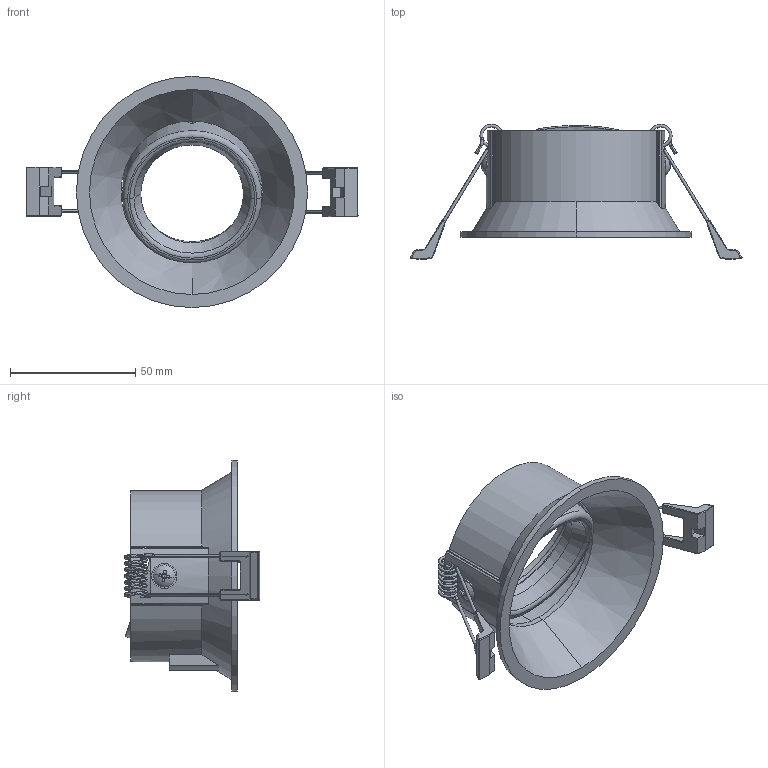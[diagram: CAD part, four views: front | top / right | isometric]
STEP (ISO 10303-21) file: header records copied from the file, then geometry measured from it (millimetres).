
FILE_DESCRIPTION (( 'STEP AP214' ), '1' );
FILE_NAME ('POINT TWIST CH ASSEMBLY_ROUND+NO_LAMP.STEP', '2022-09-07T09:50:45', ( '' ), ( '' ), 'SwSTEP 2.0', 'SolidWorks 2018', '' );
FILE_SCHEMA (( 'AUTOMOTIVE_DESIGN' ));
Length unit declared in the file: millimetre
Products named in the file (5): POINT TWIST CH ASSEMBLY_ROUND+NO_LAMP; Ïðóæèíà òèïîâàÿ; POINT TWIST CH_2; pan head cross collar screw_din_DIN 967 - M4 x 6 - Z --- 4.6N; POINT TWIST CH_ROUND
Assembly tree (6 placements, depth 2):
  POINT TWIST CH ASSEMBLY_ROUND+NO_LAMP
    POINT TWIST CH_ROUND
    POINT TWIST CH_2
    Ïðóæèíà òèïîâàÿ  x2
    pan head cross collar screw_din_DIN 967 - M4 x 6 - Z --- 4.6N  x2
Bounding box: 132.74 x 54.09 x 92.4 mm (x, y, z)
Volume: 40054.7 mm3; surface area: 36185.9 mm2
Topology: 12 solids, 12 shells, 407 faces, 990 edges, 613 vertices
Faces by surface type: plane 188, cylinder 105, bspline 60, cone 30, torus 20, sphere 4
Entity records: 13320 total; most frequent: CARTESIAN_POINT 6531, ORIENTED_EDGE 1396, DIRECTION 1343, EDGE_CURVE 698, AXIS2_PLACEMENT_3D 518, VERTEX_POINT 440, LINE 307, VECTOR 307
